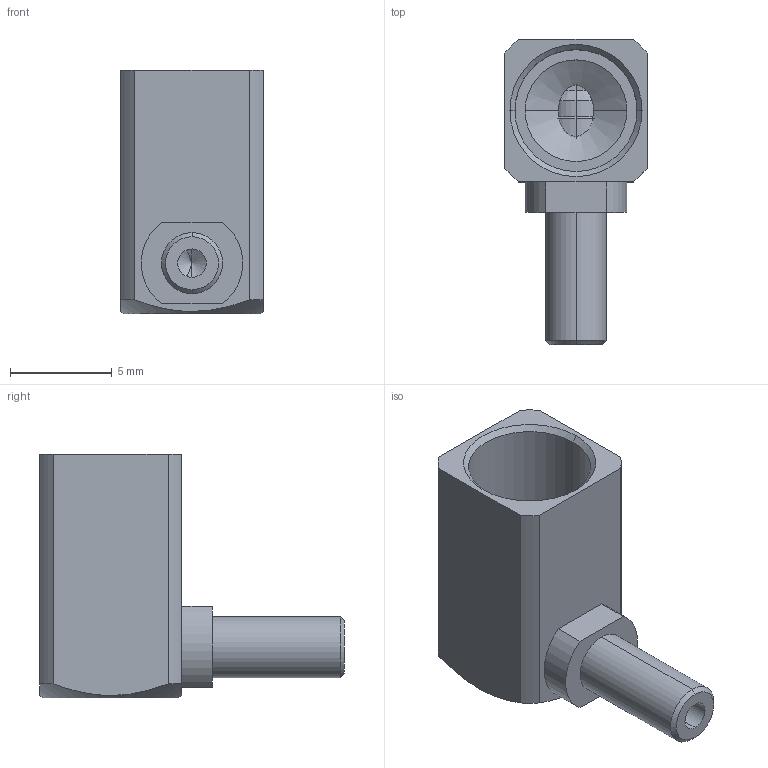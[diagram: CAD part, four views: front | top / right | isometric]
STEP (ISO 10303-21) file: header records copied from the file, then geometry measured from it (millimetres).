
FILE_DESCRIPTION (( 'STEP AP203' ), '1' );
FILE_NAME ('OB-M3-M6.STEP', '2013-10-24T06:28:40', ( 'CPC' ), ( '' ), 'SwSTEP 2.0', 'SolidWorks 2010', '' );
FILE_SCHEMA (( 'CONFIG_CONTROL_DESIGN' ));
Length unit declared in the file: millimetre
Products named in the file (3): 管用油嘴M3-x2; 管用油嘴M3-x2(外螺牙部); OB-M3-M6
Assembly tree (2 placements, depth 2):
  OB-M3-M6
    管用油嘴M3-x2(外螺牙部)
    管用油嘴M3-x2
Bounding box: 7 x 15 x 12 mm (x, y, z)
Volume: 417.7 mm3; surface area: 799.2 mm2
Topology: 2 solids, 2 shells, 48 faces, 111 edges, 69 vertices
Faces by surface type: cylinder 20, cone 14, plane 14
Entity records: 1730 total; most frequent: CARTESIAN_POINT 313, DIRECTION 255, ORIENTED_EDGE 218, EDGE_CURVE 109, AXIS2_PLACEMENT_3D 103, VERTEX_POINT 69, EDGE_LOOP 56, CIRCLE 50
